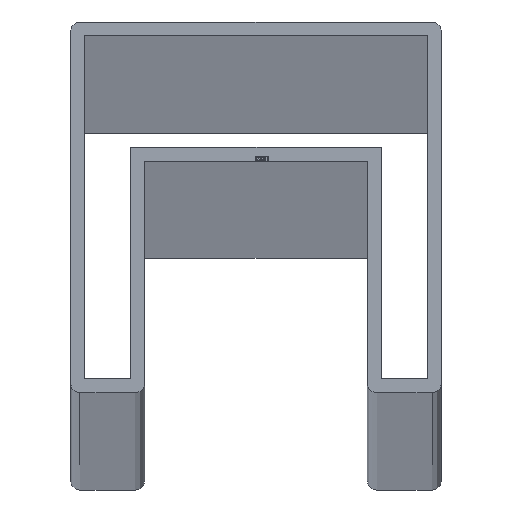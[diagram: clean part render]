
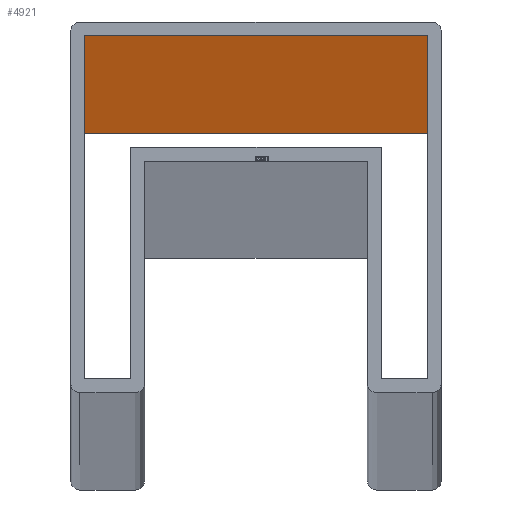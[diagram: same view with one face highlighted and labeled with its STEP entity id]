
A CAD part, top view. The second image highlights one B-rep face of the part: STEP entity #4921.
In plain terms, the highlighted planar face has unit normal (0, -1, 0).
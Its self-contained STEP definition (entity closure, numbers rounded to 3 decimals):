
#372 = EDGE_CURVE ( 'NONE', #9499, #6529, #4895, .T. ) ;
#739 = CARTESIAN_POINT ( 'NONE',  ( 0., 38.5, 0. ) ) ;
#809 = EDGE_CURVE ( 'NONE', #6529, #12899, #2414, .T. ) ;
#1799 = CARTESIAN_POINT ( 'NONE',  ( 0., 38.5, -6000. ) ) ;
#1902 = ORIENTED_EDGE ( 'NONE', *, *, #10261, .F. ) ;
#1908 = LINE ( 'NONE', #739, #10695 ) ;
#2348 = CARTESIAN_POINT ( 'NONE',  ( 0., 38.5, -6000. ) ) ;
#2414 = LINE ( 'NONE', #10488, #12853 ) ;
#3732 = VECTOR ( 'NONE', #11856, 1000. ) ;
#3750 = DIRECTION ( 'NONE',  ( 1., 0., 0. ) ) ;
#4333 = VECTOR ( 'NONE', #7940, 1000. ) ;
#4408 = CARTESIAN_POINT ( 'NONE',  ( -18.5, 38.5, -6000. ) ) ;
#4422 = VERTEX_POINT ( 'NONE', #4821 ) ;
#4588 = CARTESIAN_POINT ( 'NONE',  ( -18.5, 38.5, -6000. ) ) ;
#4689 = ORIENTED_EDGE ( 'NONE', *, *, #809, .T. ) ;
#4821 = CARTESIAN_POINT ( 'NONE',  ( -18.5, 38.5, 0. ) ) ;
#4895 = LINE ( 'NONE', #2348, #3732 ) ;
#4921 = ADVANCED_FACE ( 'NONE', ( #10281 ), #13532, .T. ) ;
#4972 = CARTESIAN_POINT ( 'NONE',  ( 18.5, 38.5, 0. ) ) ;
#5761 = CARTESIAN_POINT ( 'NONE',  ( 18.5, 38.5, -6000. ) ) ;
#6529 = VERTEX_POINT ( 'NONE', #5761 ) ;
#6590 = ORIENTED_EDGE ( 'NONE', *, *, #372, .T. ) ;
#7128 = DIRECTION ( 'NONE',  ( 0., -1., 0. ) ) ;
#7180 = LINE ( 'NONE', #4588, #4333 ) ;
#7940 = DIRECTION ( 'NONE',  ( 0., 0., 1. ) ) ;
#8226 = AXIS2_PLACEMENT_3D ( 'NONE', #1799, #7128, #9232 ) ;
#9232 = DIRECTION ( 'NONE',  ( 0., 0., -1. ) ) ;
#9499 = VERTEX_POINT ( 'NONE', #4408 ) ;
#10261 = EDGE_CURVE ( 'NONE', #4422, #12899, #1908, .T. ) ;
#10281 = FACE_OUTER_BOUND ( 'NONE', #11877, .T. ) ;
#10488 = CARTESIAN_POINT ( 'NONE',  ( 18.5, 38.5, -6000. ) ) ;
#10695 = VECTOR ( 'NONE', #3750, 1000. ) ;
#11529 = ORIENTED_EDGE ( 'NONE', *, *, #13320, .F. ) ;
#11856 = DIRECTION ( 'NONE',  ( 1., 0., 0. ) ) ;
#11877 = EDGE_LOOP ( 'NONE', ( #1902, #11529, #6590, #4689 ) ) ;
#12853 = VECTOR ( 'NONE', #13577, 1000. ) ;
#12899 = VERTEX_POINT ( 'NONE', #4972 ) ;
#13320 = EDGE_CURVE ( 'NONE', #9499, #4422, #7180, .T. ) ;
#13532 = PLANE ( 'NONE',  #8226 ) ;
#13577 = DIRECTION ( 'NONE',  ( 0., 0., 1. ) ) ;
